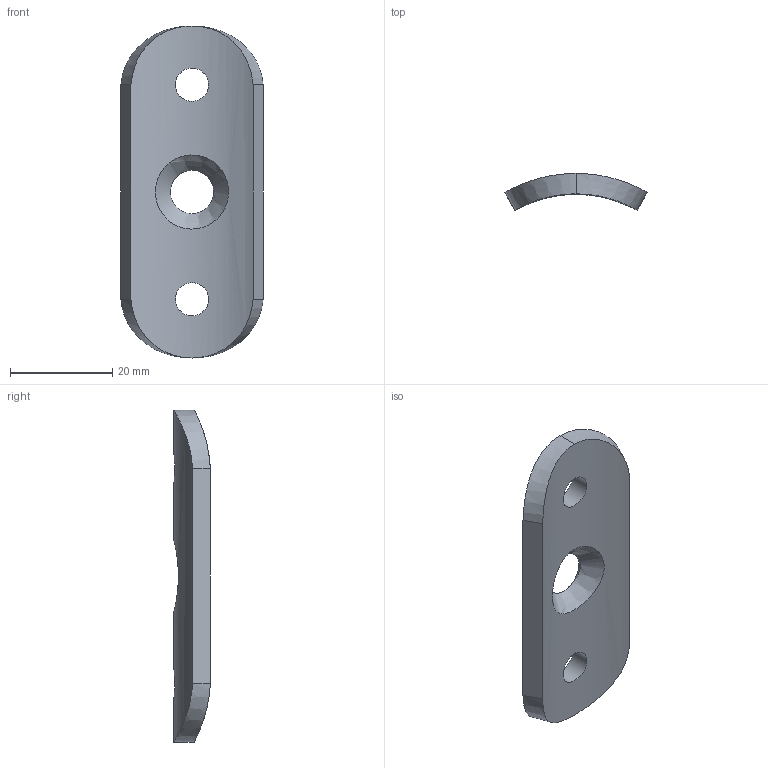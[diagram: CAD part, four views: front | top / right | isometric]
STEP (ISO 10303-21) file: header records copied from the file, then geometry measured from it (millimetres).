
FILE_DESCRIPTION(/* description */ (''),/* implementation_level */ '2;1');
FILE_NAME(/* name */ '41079.ipt.step',/* time_stamp */ '2022-07-18T12:54:54+02:00',/* author */ ('Abt. Technik'),/* organization */ (''),/* preprocessor_version */ 'ST-DEVELOPER v18.1',/* originating_system */ 'Autodesk Inventor 2022',/* authorisation */ '');
FILE_SCHEMA (('AUTOMOTIVE_DESIGN { 1 0 10303 214 3 1 1 }'));
Length unit declared in the file: millimetre
Products named in the file (1): 41079
Bounding box: 27.86 x 7.17 x 65 mm (x, y, z)
Volume: 5753.8 mm3; surface area: 3878.2 mm2
Topology: 1 solids, 1 shells, 15 faces, 40 edges, 28 vertices
Faces by surface type: cylinder 7, bspline 5, plane 3
Full cylindrical faces by diameter (mm): 6.5 x2, 14.2 x1
Entity records: 950 total; most frequent: CARTESIAN_POINT 571, ORIENTED_EDGE 80, DIRECTION 42, EDGE_CURVE 40, VERTEX_POINT 28, B_SPLINE_CURVE_WITH_KNOTS 23, EDGE_LOOP 22, FACE_OUTER_BOUND 15
